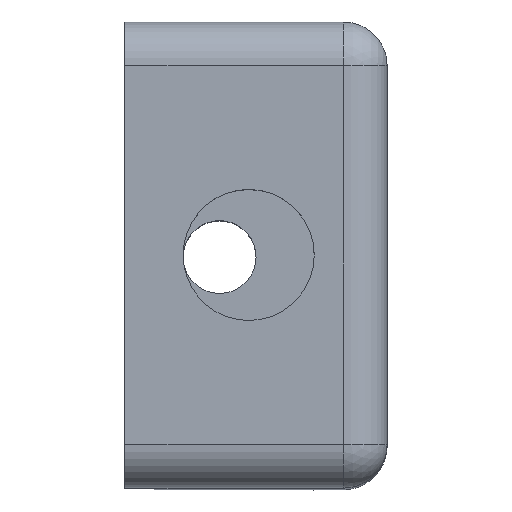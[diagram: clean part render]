
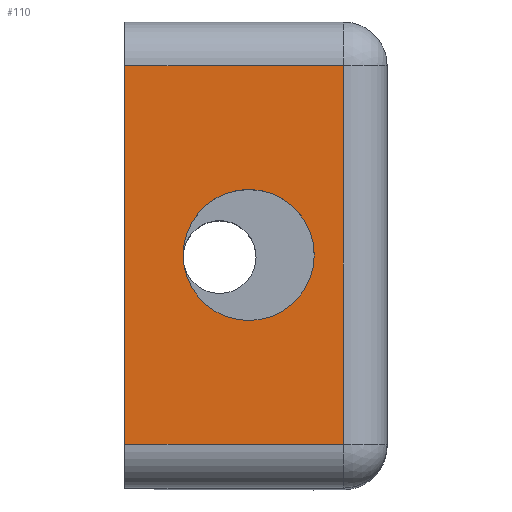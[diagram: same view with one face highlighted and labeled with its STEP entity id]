
A CAD part, top view. The second image highlights one B-rep face of the part: STEP entity #110.
In plain terms, the highlighted planar face has unit normal (0, 0, 1).
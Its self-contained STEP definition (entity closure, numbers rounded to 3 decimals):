
#110=ADVANCED_FACE('',(#189,#190),#191,.F.);
#189=FACE_BOUND('',#391,.T.);
#190=FACE_OUTER_BOUND('',#392,.T.);
#191=PLANE('',#393);
#391=EDGE_LOOP('',(#668));
#392=EDGE_LOOP('',(#669,#670,#671,#672));
#393=AXIS2_PLACEMENT_3D('',#673,#674,#675);
#668=ORIENTED_EDGE('',*,*,#785,.T.);
#669=ORIENTED_EDGE('',*,*,#801,.T.);
#670=ORIENTED_EDGE('',*,*,#734,.T.);
#671=ORIENTED_EDGE('',*,*,#799,.T.);
#672=ORIENTED_EDGE('',*,*,#803,.F.);
#673=CARTESIAN_POINT('',(0.,-16.,1.435));
#674=DIRECTION('',(0.0,0.0,-1.0));
#675=DIRECTION('',(0.0,-1.0,0.0));
#734=EDGE_CURVE('',#847,#854,#856,.T.);
#785=EDGE_CURVE('',#941,#941,#942,.T.);
#799=EDGE_CURVE('',#854,#961,#962,.F.);
#801=EDGE_CURVE('',#964,#847,#965,.T.);
#803=EDGE_CURVE('',#964,#961,#967,.T.);
#847=VERTEX_POINT('',#1019);
#854=VERTEX_POINT('',#1029);
#856=LINE('',#1031,#1032);
#941=VERTEX_POINT('',#1156);
#942=CIRCLE('',#1157,4.5);
#961=VERTEX_POINT('',#1184);
#962=LINE('',#1185,#1186);
#964=VERTEX_POINT('',#1188);
#965=LINE('',#1189,#1190);
#967=LINE('',#1192,#1193);
#1019=CARTESIAN_POINT('',(15.0,-13.,1.435));
#1029=CARTESIAN_POINT('',(15.0,13.,1.435));
#1031=CARTESIAN_POINT('',(15.0,-16.,1.435));
#1032=VECTOR('',#1260,1.0);
#1156=CARTESIAN_POINT('',(13.0,0.0,1.435));
#1157=AXIS2_PLACEMENT_3D('',#1333,#1334,#1335);
#1184=CARTESIAN_POINT('',(0.,13.,1.435));
#1185=CARTESIAN_POINT('',(0.,13.,1.435));
#1186=VECTOR('',#1359,1.0);
#1188=CARTESIAN_POINT('',(0.,-13.,1.435));
#1189=CARTESIAN_POINT('',(18.0,-13.,1.435));
#1190=VECTOR('',#1363,1.0);
#1192=CARTESIAN_POINT('',(0.,-16.,1.435));
#1193=VECTOR('',#1367,1.0);
#1260=DIRECTION('',(0.0,1.0,0.0));
#1333=CARTESIAN_POINT('',(8.5,0.0,1.435));
#1334=DIRECTION('',(0.0,0.0,-1.0));
#1335=DIRECTION('',(1.0,0.0,0.0));
#1359=DIRECTION('',(1.0,0.0,0.0));
#1363=DIRECTION('',(1.0,0.0,0.0));
#1367=DIRECTION('',(0.0,1.0,0.0));
